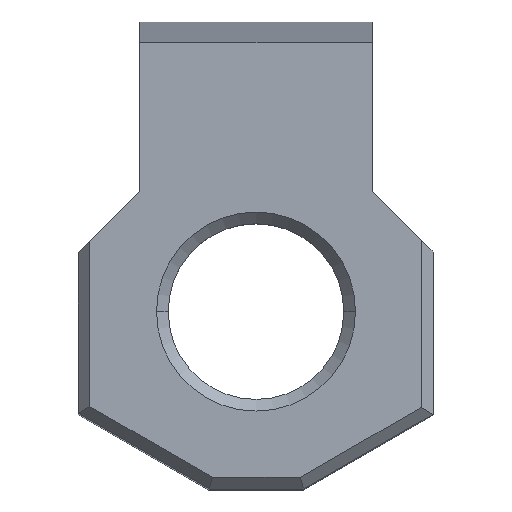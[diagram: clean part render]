
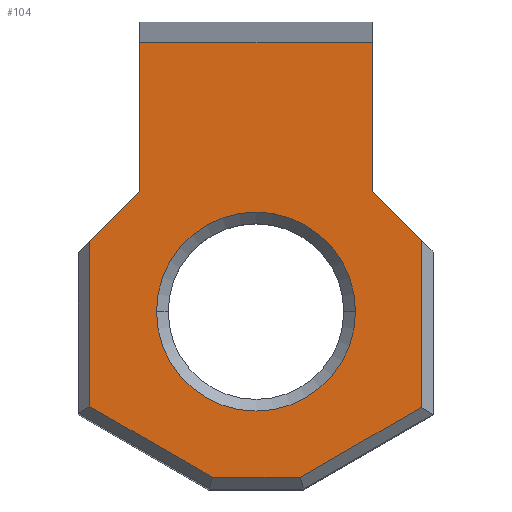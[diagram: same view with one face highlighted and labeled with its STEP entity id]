
A CAD part, top view. The second image highlights one B-rep face of the part: STEP entity #104.
In plain terms, the highlighted planar face has unit normal (0, 0, 1).
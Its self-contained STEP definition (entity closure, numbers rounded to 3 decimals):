
#11 = DIRECTION ( 'NONE',  ( 0., 0., -1. ) ) ;
#38 = EDGE_CURVE ( 'NONE', #1060, #1065, #1027, .T. ) ;
#84 = CARTESIAN_POINT ( 'NONE',  ( -2.84, 1.42, 6.997 ) ) ;
#94 = LINE ( 'NONE', #648, #115 ) ;
#98 = DIRECTION ( 'NONE',  ( 0., -1., 0. ) ) ;
#100 = VERTEX_POINT ( 'NONE', #910 ) ;
#103 = DIRECTION ( 'NONE',  ( 1., 0., 0. ) ) ;
#104 = ADVANCED_FACE ( 'NONE', ( #531, #767 ), #391, .T. ) ;
#110 = DIRECTION ( 'NONE',  ( 0., 1., 0. ) ) ;
#114 = EDGE_LOOP ( 'NONE', ( #630, #998 ) ) ;
#115 = VECTOR ( 'NONE', #1029, 1000. ) ;
#126 = CARTESIAN_POINT ( 'NONE',  ( 0., 3.04, 6.997 ) ) ;
#141 = CARTESIAN_POINT ( 'NONE',  ( -1.985, 0., 6.997 ) ) ;
#148 = ORIENTED_EDGE ( 'NONE', *, *, #930, .T. ) ;
#175 = LINE ( 'NONE', #1018, #688 ) ;
#185 = CARTESIAN_POINT ( 'NONE',  ( -3.542, 3.542, 6.997 ) ) ;
#207 = DIRECTION ( 'NONE',  ( 1., 0., 0. ) ) ;
#241 = CIRCLE ( 'NONE', #773, 1.7 ) ;
#252 = VERTEX_POINT ( 'NONE', #598 ) ;
#255 = ORIENTED_EDGE ( 'NONE', *, *, #1151, .F. ) ;
#257 = ORIENTED_EDGE ( 'NONE', *, *, #458, .F. ) ;
#260 = VECTOR ( 'NONE', #110, 1000. ) ;
#263 = CARTESIAN_POINT ( 'NONE',  ( 2.825, 1.403, 6.997 ) ) ;
#277 = LINE ( 'NONE', #647, #754 ) ;
#281 = EDGE_CURVE ( 'NONE', #100, #536, #686, .T. ) ;
#300 = CARTESIAN_POINT ( 'NONE',  ( -0.744, 0.21, 6.997 ) ) ;
#307 = VECTOR ( 'NONE', #683, 1000. ) ;
#312 = CARTESIAN_POINT ( 'NONE',  ( 0., 7.633, 6.997 ) ) ;
#330 = CARTESIAN_POINT ( 'NONE',  ( 1.985, 5.1, 6.997 ) ) ;
#342 = VERTEX_POINT ( 'NONE', #978 ) ;
#357 = CARTESIAN_POINT ( 'NONE',  ( -0.699, 0.183, 6.997 ) ) ;
#391 = PLANE ( 'NONE',  #395 ) ;
#394 = EDGE_CURVE ( 'NONE', #342, #644, #241, .T. ) ;
#395 = AXIS2_PLACEMENT_3D ( 'NONE', #627, #1009, #207 ) ;
#424 = VERTEX_POINT ( 'NONE', #1062 ) ;
#429 = ORIENTED_EDGE ( 'NONE', *, *, #38, .F. ) ;
#458 = EDGE_CURVE ( 'NONE', #424, #100, #1166, .T. ) ;
#477 = VECTOR ( 'NONE', #1215, 1000. ) ;
#485 = VERTEX_POINT ( 'NONE', #300 ) ;
#491 = ORIENTED_EDGE ( 'NONE', *, *, #785, .T. ) ;
#509 = LINE ( 'NONE', #141, #904 ) ;
#514 = ORIENTED_EDGE ( 'NONE', *, *, #666, .T. ) ;
#531 = FACE_OUTER_BOUND ( 'NONE', #894, .T. ) ;
#536 = VERTEX_POINT ( 'NONE', #330 ) ;
#544 = DIRECTION ( 'NONE',  ( 0.707, 0.707, 0. ) ) ;
#557 = ORIENTED_EDGE ( 'NONE', *, *, #604, .T. ) ;
#558 = LINE ( 'NONE', #937, #651 ) ;
#568 = LINE ( 'NONE', #950, #260 ) ;
#586 = DIRECTION ( 'NONE',  ( 0., 0., -1. ) ) ;
#589 = CIRCLE ( 'NONE', #1137, 1.7 ) ;
#595 = EDGE_CURVE ( 'NONE', #485, #1176, #94, .T. ) ;
#596 = CARTESIAN_POINT ( 'NONE',  ( 0.758, 0.21, 6.997 ) ) ;
#598 = CARTESIAN_POINT ( 'NONE',  ( 2.825, 4.26, 6.997 ) ) ;
#604 = EDGE_CURVE ( 'NONE', #991, #485, #1119, .T. ) ;
#626 = VECTOR ( 'NONE', #544, 1000. ) ;
#627 = CARTESIAN_POINT ( 'NONE',  ( 0., 0., 6.997 ) ) ;
#630 = ORIENTED_EDGE ( 'NONE', *, *, #394, .T. ) ;
#636 = DIRECTION ( 'NONE',  ( 0.866, 0.5, 0. ) ) ;
#644 = VERTEX_POINT ( 'NONE', #727 ) ;
#646 = DIRECTION ( 'NONE',  ( 1., 0., 0. ) ) ;
#647 = CARTESIAN_POINT ( 'NONE',  ( 3.542, 3.542, 6.997 ) ) ;
#648 = CARTESIAN_POINT ( 'NONE',  ( 0.812, 0.21, 6.997 ) ) ;
#651 = VECTOR ( 'NONE', #98, 1000. ) ;
#666 = EDGE_CURVE ( 'NONE', #1176, #806, #175, .T. ) ;
#683 = DIRECTION ( 'NONE',  ( 1., 0., 0. ) ) ;
#686 = LINE ( 'NONE', #776, #757 ) ;
#688 = VECTOR ( 'NONE', #636, 1000. ) ;
#718 = CARTESIAN_POINT ( 'NONE',  ( -1.985, 5.1, 6.997 ) ) ;
#727 = CARTESIAN_POINT ( 'NONE',  ( -1.7, 3.04, 6.997 ) ) ;
#729 = EDGE_CURVE ( 'NONE', #644, #342, #589, .T. ) ;
#754 = VECTOR ( 'NONE', #1028, 1000. ) ;
#756 = ORIENTED_EDGE ( 'NONE', *, *, #281, .F. ) ;
#757 = VECTOR ( 'NONE', #1163, 1000. ) ;
#767 = FACE_BOUND ( 'NONE', #114, .T. ) ;
#769 = ORIENTED_EDGE ( 'NONE', *, *, #595, .T. ) ;
#773 = AXIS2_PLACEMENT_3D ( 'NONE', #126, #586, #646 ) ;
#776 = CARTESIAN_POINT ( 'NONE',  ( 1.985, 0., 6.997 ) ) ;
#785 = EDGE_CURVE ( 'NONE', #1060, #991, #558, .T. ) ;
#806 = VERTEX_POINT ( 'NONE', #263 ) ;
#848 = EDGE_CURVE ( 'NONE', #536, #252, #277, .T. ) ;
#894 = EDGE_LOOP ( 'NONE', ( #257, #255, #429, #491, #557, #769, #514, #148, #1090, #756 ) ) ;
#904 = VECTOR ( 'NONE', #988, 1000. ) ;
#910 = CARTESIAN_POINT ( 'NONE',  ( 1.984, 7.633, 6.997 ) ) ;
#930 = EDGE_CURVE ( 'NONE', #806, #252, #568, .T. ) ;
#937 = CARTESIAN_POINT ( 'NONE',  ( -2.84, 0., 6.997 ) ) ;
#950 = CARTESIAN_POINT ( 'NONE',  ( 2.825, 4.06, 6.997 ) ) ;
#978 = CARTESIAN_POINT ( 'NONE',  ( 1.7, 3.04, 6.997 ) ) ;
#988 = DIRECTION ( 'NONE',  ( 0., 1., 0. ) ) ;
#991 = VERTEX_POINT ( 'NONE', #84 ) ;
#993 = CARTESIAN_POINT ( 'NONE',  ( 0., 3.04, 6.997 ) ) ;
#998 = ORIENTED_EDGE ( 'NONE', *, *, #729, .T. ) ;
#1008 = CARTESIAN_POINT ( 'NONE',  ( -2.84, 4.244, 6.997 ) ) ;
#1009 = DIRECTION ( 'NONE',  ( 0., 0., 1. ) ) ;
#1018 = CARTESIAN_POINT ( 'NONE',  ( 2.924, 1.46, 6.997 ) ) ;
#1027 = LINE ( 'NONE', #185, #626 ) ;
#1028 = DIRECTION ( 'NONE',  ( 0.707, -0.707, 0. ) ) ;
#1029 = DIRECTION ( 'NONE',  ( 1., 0., 0. ) ) ;
#1060 = VERTEX_POINT ( 'NONE', #1008 ) ;
#1062 = CARTESIAN_POINT ( 'NONE',  ( -1.985, 7.633, 6.997 ) ) ;
#1065 = VERTEX_POINT ( 'NONE', #718 ) ;
#1090 = ORIENTED_EDGE ( 'NONE', *, *, #848, .F. ) ;
#1119 = LINE ( 'NONE', #357, #477 ) ;
#1137 = AXIS2_PLACEMENT_3D ( 'NONE', #993, #11, #103 ) ;
#1151 = EDGE_CURVE ( 'NONE', #1065, #424, #509, .T. ) ;
#1163 = DIRECTION ( 'NONE',  ( 0., -1., 0. ) ) ;
#1166 = LINE ( 'NONE', #312, #307 ) ;
#1176 = VERTEX_POINT ( 'NONE', #596 ) ;
#1215 = DIRECTION ( 'NONE',  ( 0.866, -0.5, 0. ) ) ;
